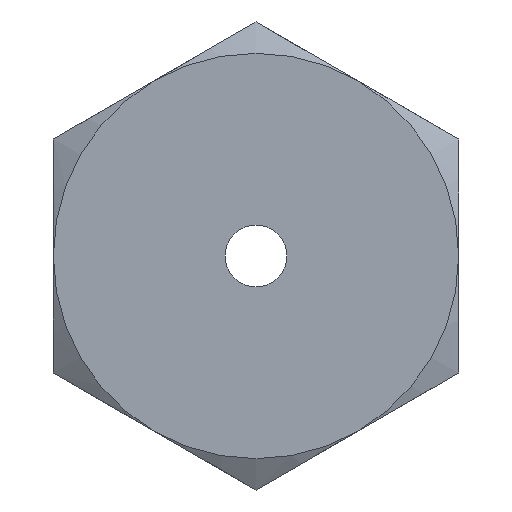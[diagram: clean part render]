
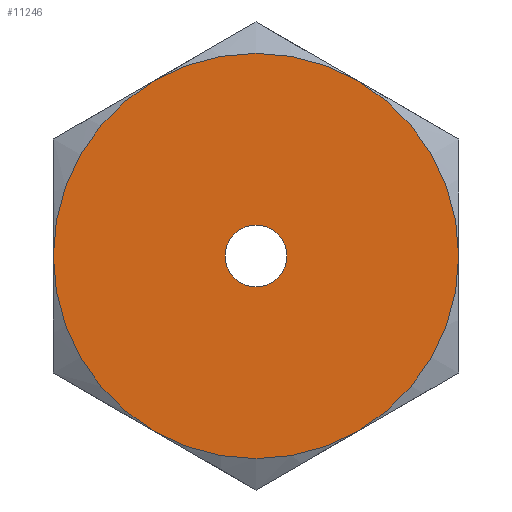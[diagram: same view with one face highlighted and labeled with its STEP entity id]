
A CAD part, left-side view. The second image highlights one B-rep face of the part: STEP entity #11246.
In plain terms, the highlighted planar face has unit normal (-1, 0, 0).
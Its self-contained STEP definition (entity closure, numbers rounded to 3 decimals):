
#4732=CARTESIAN_POINT('',(-2.8,1.75,
-3.031));
#4759=CARTESIAN_POINT('',(-2.8,3.5,
0.));
#4782=CARTESIAN_POINT('',(-2.8,1.75,3.031));
#4806=CARTESIAN_POINT('',(-2.8,-1.75,
3.031));
#4831=CARTESIAN_POINT('',(-2.8,-3.5,
0.));
#4856=CARTESIAN_POINT('',(-2.8,-1.75,
-3.031));
#4870=CARTESIAN_POINT('',(-2.8,0.,0.));
#4871=DIRECTION('',(-1.,0.,0.));
#4872=DIRECTION('',(0.,1.,0.));
#4873=AXIS2_PLACEMENT_3D('',#4870,#4871,#4872);
#4875=CARTESIAN_POINT('',(-2.8,0.,0.));
#4876=DIRECTION('',(-1.,0.,0.));
#4877=DIRECTION('',(0.,0.5,0.866));
#4878=AXIS2_PLACEMENT_3D('',#4875,#4876,#4877);
#4880=CARTESIAN_POINT('',(-2.8,0.,0.));
#4881=DIRECTION('',(-1.,0.,0.));
#4882=DIRECTION('',(0.,-0.5,0.866));
#4883=AXIS2_PLACEMENT_3D('',#4880,#4881,#4882);
#4885=CARTESIAN_POINT('',(-2.8,0.,0.));
#4886=DIRECTION('',(-1.,0.,0.));
#4887=DIRECTION('',(0.,-1.,0.));
#4888=AXIS2_PLACEMENT_3D('',#4885,#4886,#4887);
#4890=CARTESIAN_POINT('',(-2.8,0.,0.));
#4891=DIRECTION('',(-1.,0.,0.));
#4892=DIRECTION('',(0.,-0.5,-0.866));
#4893=AXIS2_PLACEMENT_3D('',#4890,#4891,#4892);
#4895=CARTESIAN_POINT('',(-2.8,0.,0.));
#4896=DIRECTION('',(-1.,0.,0.));
#4897=DIRECTION('',(0.,0.5,-0.866));
#4898=AXIS2_PLACEMENT_3D('',#4895,#4896,#4897);
#4900=CARTESIAN_POINT('',(-2.8,0.,0.));
#4901=DIRECTION('',(1.,0.,0.));
#4902=DIRECTION('',(0.,-1.,0.));
#4903=AXIS2_PLACEMENT_3D('',#4900,#4901,#4902);
#4905=CARTESIAN_POINT('',(-2.8,0.,0.));
#4906=DIRECTION('',(1.,0.,0.));
#4907=DIRECTION('',(0.,1.,0.));
#4908=AXIS2_PLACEMENT_3D('',#4905,#4906,#4907);
#5135=VERTEX_POINT('',#4732);
#5137=VERTEX_POINT('',#4759);
#5140=VERTEX_POINT('',#4782);
#5142=VERTEX_POINT('',#4806);
#5144=VERTEX_POINT('',#4831);
#5145=VERTEX_POINT('',#4856);
#5180=CARTESIAN_POINT('',(-2.8,-0.535,0.));
#5181=CARTESIAN_POINT('',(-2.8,0.535,0.));
#5182=VERTEX_POINT('',#5180);
#5183=VERTEX_POINT('',#5181);
#11224=CARTESIAN_POINT('',(-2.8,0.,0.));
#11225=DIRECTION('',(1.,0.,0.));
#11226=DIRECTION('',(0.,1.,0.));
#11227=AXIS2_PLACEMENT_3D('',#11224,#11225,#11226);
#11228=PLANE('',#11227);
#11229=ORIENTED_EDGE('',*,*,#11195,.F.);
#11231=ORIENTED_EDGE('',*,*,#11230,.F.);
#11233=ORIENTED_EDGE('',*,*,#11232,.F.);
#11235=ORIENTED_EDGE('',*,*,#11234,.F.);
#11236=ORIENTED_EDGE('',*,*,#11219,.F.);
#11237=ORIENTED_EDGE('',*,*,#11206,.F.);
#11238=EDGE_LOOP('',(#11229,#11231,#11233,#11235,#11236,#11237));
#11239=FACE_OUTER_BOUND('',#11238,.F.);
#11241=ORIENTED_EDGE('',*,*,#11240,.F.);
#11243=ORIENTED_EDGE('',*,*,#11242,.F.);
#11244=EDGE_LOOP('',(#11241,#11243));
#11245=FACE_BOUND('',#11244,.F.);
#4874=CIRCLE('',#4873,3.5);
#4879=CIRCLE('',#4878,3.5);
#4884=CIRCLE('',#4883,3.5);
#4889=CIRCLE('',#4888,3.5);
#4894=CIRCLE('',#4893,3.5);
#4899=CIRCLE('',#4898,3.5);
#4904=CIRCLE('',#4903,0.535);
#4909=CIRCLE('',#4908,0.535);
#11195=EDGE_CURVE('',#5137,#5135,#4874,.T.);
#11206=EDGE_CURVE('',#5135,#5145,#4899,.T.);
#11219=EDGE_CURVE('',#5145,#5144,#4894,.T.);
#11230=EDGE_CURVE('',#5140,#5137,#4879,.T.);
#11232=EDGE_CURVE('',#5142,#5140,#4884,.T.);
#11234=EDGE_CURVE('',#5144,#5142,#4889,.T.);
#11240=EDGE_CURVE('',#5182,#5183,#4904,.T.);
#11242=EDGE_CURVE('',#5183,#5182,#4909,.T.);
#11246=ADVANCED_FACE('',(#11239,#11245),#11228,.F.);
